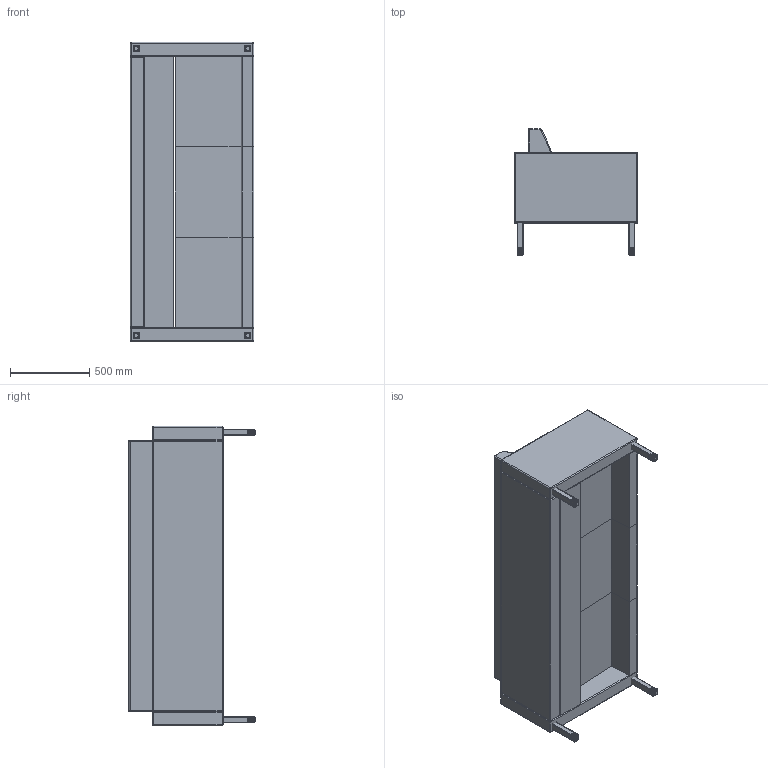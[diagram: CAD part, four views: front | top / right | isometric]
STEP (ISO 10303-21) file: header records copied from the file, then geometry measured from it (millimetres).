
FILE_DESCRIPTION(/* description */ (''),/* implementation_level */ '2;1');
FILE_NAME(/* name */ 'KAS33F.stp',/* time_stamp */ '2016-04-01T07:49:58-04:00',/* author */ ('emerkel'),/* organization */ (''),/* preprocessor_version */ 'ST-DEVELOPER v16.1',/* originating_system */ 'Autodesk Inventor 2016',/* authorisation */ '');
FILE_SCHEMA (('AUTOMOTIVE_DESIGN { 1 0 10303 214 3 1 1 }'));
Length unit declared in the file: inch
Products named in the file (11): KAS13 FARM; LEG 14.5; LEG CAP 1.5-1-B; UBACK KAS33; USEAT KAS10; UOBACK KAS33; GLD BLK 5-16; LEG CAP 1.5-1-B_1; KAS13 FARM L; KAS13 FARM R; KAS33F
Assembly tree (19 placements, depth 4):
  KAS33F
    KAS13 FARM L
      KAS13 FARM
      LEG 14.5  x2
      LEG CAP 1.5-1-B_1  x2
        LEG CAP 1.5-1-B
        GLD BLK 5-16
    KAS13 FARM R
      KAS13 FARM
      LEG 14.5  x2
      LEG CAP 1.5-1-B_1  x2
        LEG CAP 1.5-1-B
        GLD BLK 5-16
    UBACK KAS33
    USEAT KAS10  x3
    UOBACK KAS33
Bounding box: 781.05 x 798.7 x 1892.3 mm (x, y, z)
Volume: 409456236.5 mm3; surface area: 9872154.6 mm2
Topology: 27 solids, 35 shells, 3197 faces, 6781 edges, 3730 vertices
Faces by surface type: cylinder 950, plane 845, torus 622, bspline 570, sphere 106, cone 104
Full cylindrical faces by diameter (mm): 6.528 x8, 7.925 x8, 7.937 x28, 7.938 x16, 8.001 x4, 8.636 x4, 9.271 x4
Entity records: 33709 total; most frequent: CARTESIAN_POINT 16596, ORIENTED_EDGE 3506, DIRECTION 3423, EDGE_CURVE 1755, AXIS2_PLACEMENT_3D 1373, VERTEX_POINT 968, EDGE_LOOP 903, FACE_OUTER_BOUND 847
